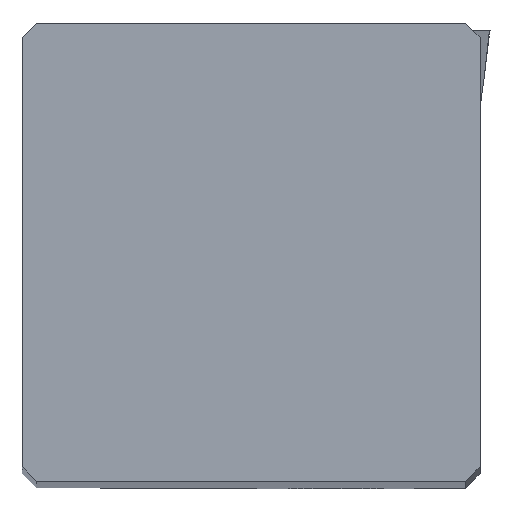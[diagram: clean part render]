
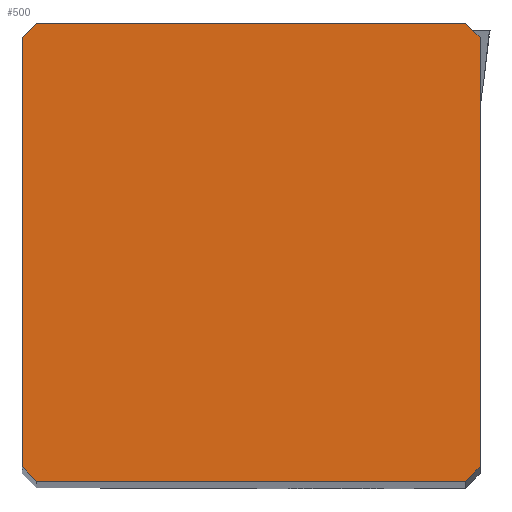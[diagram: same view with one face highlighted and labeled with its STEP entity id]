
A CAD part, top view. The second image highlights one B-rep face of the part: STEP entity #500.
In plain terms, the highlighted planar face has unit normal (0, 0, 1).
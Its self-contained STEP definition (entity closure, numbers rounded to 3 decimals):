
#433=FACE_OUTER_BOUND('',#610,.T.);
#500=ADVANCED_FACE('',(#433),#559,.T.);
#559=PLANE('',#1830);
#610=EDGE_LOOP('',(#751,#752,#753,#754,#755,#756,#757,#758));
#751=ORIENTED_EDGE('',*,*,#1192,.T.);
#752=ORIENTED_EDGE('',*,*,#1193,.F.);
#753=ORIENTED_EDGE('',*,*,#1189,.F.);
#754=ORIENTED_EDGE('',*,*,#1194,.F.);
#755=ORIENTED_EDGE('',*,*,#1195,.F.);
#756=ORIENTED_EDGE('',*,*,#1196,.F.);
#757=ORIENTED_EDGE('',*,*,#1197,.T.);
#758=ORIENTED_EDGE('',*,*,#1198,.F.);
#1052=VERTEX_POINT('',#2439);
#1056=VERTEX_POINT('',#2446);
#1059=VERTEX_POINT('',#2454);
#1060=VERTEX_POINT('',#2455);
#1061=VERTEX_POINT('',#2458);
#1062=VERTEX_POINT('',#2460);
#1063=VERTEX_POINT('',#2462);
#1064=VERTEX_POINT('',#2464);
#1189=EDGE_CURVE('',#1056,#1052,#1480,.T.);
#1192=EDGE_CURVE('',#1059,#1060,#1481,.T.);
#1193=EDGE_CURVE('',#1052,#1060,#1482,.T.);
#1194=EDGE_CURVE('',#1061,#1056,#1483,.T.);
#1195=EDGE_CURVE('',#1062,#1061,#1484,.T.);
#1196=EDGE_CURVE('',#1063,#1062,#1485,.T.);
#1197=EDGE_CURVE('',#1063,#1064,#1486,.T.);
#1198=EDGE_CURVE('',#1059,#1064,#1487,.T.);
#1480=LINE('',#2447,#1587);
#1481=LINE('',#2453,#1588);
#1482=LINE('',#2456,#1589);
#1483=LINE('',#2457,#1590);
#1484=LINE('',#2459,#1591);
#1485=LINE('',#2461,#1592);
#1486=LINE('',#2463,#1593);
#1487=LINE('',#2465,#1594);
#1587=VECTOR('',#2058,1.);
#1588=VECTOR('',#2065,1.);
#1589=VECTOR('',#2066,1.);
#1590=VECTOR('',#2067,1.);
#1591=VECTOR('',#2068,1.);
#1592=VECTOR('',#2069,1.);
#1593=VECTOR('',#2070,1.);
#1594=VECTOR('',#2071,1.);
#1830=AXIS2_PLACEMENT_3D('',#2466,#2072,#2073);
#2058=DIRECTION('',(-1.,0.,0.));
#2065=DIRECTION('',(0.,-1.,0.));
#2066=DIRECTION('',(-0.707,0.707,0.));
#2067=DIRECTION('',(-0.707,-0.707,0.));
#2068=DIRECTION('',(0.,-1.,0.));
#2069=DIRECTION('',(0.707,-0.707,0.));
#2070=DIRECTION('',(-1.,0.,0.));
#2071=DIRECTION('',(0.707,0.707,0.));
#2072=DIRECTION('',(0.,0.,1.));
#2073=DIRECTION('',(-1.,0.,0.));
#2439=CARTESIAN_POINT('',(0.5,0.,0.));
#2446=CARTESIAN_POINT('',(15.375,0.,0.));
#2447=CARTESIAN_POINT('',(15.375,0.,0.));
#2453=CARTESIAN_POINT('',(0.,15.375,0.));
#2454=CARTESIAN_POINT('',(0.,15.375,0.));
#2455=CARTESIAN_POINT('',(0.,0.5,0.));
#2456=CARTESIAN_POINT('',(0.5,0.,0.));
#2457=CARTESIAN_POINT('',(15.875,0.5,0.));
#2458=CARTESIAN_POINT('',(15.875,0.5,0.));
#2459=CARTESIAN_POINT('',(15.875,15.375,0.));
#2460=CARTESIAN_POINT('',(15.875,15.375,0.));
#2461=CARTESIAN_POINT('',(15.375,15.875,0.));
#2462=CARTESIAN_POINT('',(15.375,15.875,0.));
#2463=CARTESIAN_POINT('',(15.375,15.875,0.));
#2464=CARTESIAN_POINT('',(0.5,15.875,0.));
#2465=CARTESIAN_POINT('',(0.,15.375,0.));
#2466=CARTESIAN_POINT('',(7.938,7.938,0.));
